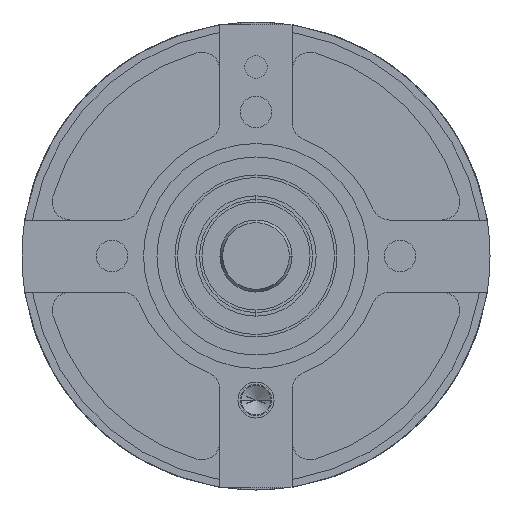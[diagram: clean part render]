
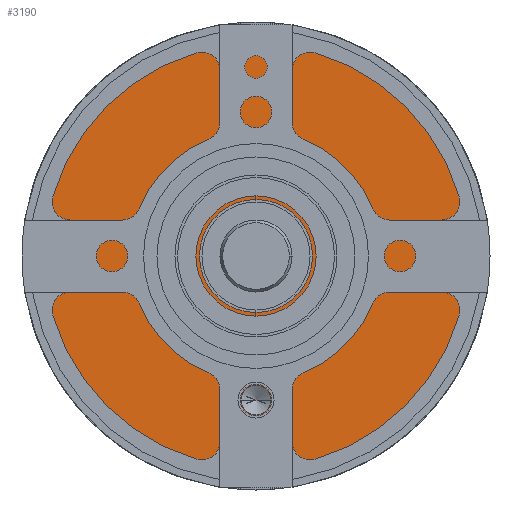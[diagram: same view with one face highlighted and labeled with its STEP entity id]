
A CAD part, left-side view. The second image highlights one B-rep face of the part: STEP entity #3190.
In plain terms, the highlighted planar face has unit normal (-1, 0, 0).
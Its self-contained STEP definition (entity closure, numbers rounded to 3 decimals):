
#2979=CARTESIAN_POINT('',(0.,0.,0.));
#2980=DIRECTION('',(1.,0.,0.));
#2981=DIRECTION('',(0.,0.,-1.));
#2982=AXIS2_PLACEMENT_3D('',#2979,#2980,#2981);
#2987=CARTESIAN_POINT('',(0.,0.,0.));
#2988=DIRECTION('',(1.,0.,0.));
#2989=DIRECTION('',(0.,0.,1.));
#2990=AXIS2_PLACEMENT_3D('',#2987,#2988,#2989);
#2995=CARTESIAN_POINT('',(0.,0.,-16.));
#2996=DIRECTION('',(-1.,0.,0.));
#2997=DIRECTION('',(0.,1.,0.));
#2998=AXIS2_PLACEMENT_3D('',#2995,#2996,#2997);
#3003=CARTESIAN_POINT('',(0.,0.,-16.));
#3004=DIRECTION('',(-1.,0.,0.));
#3005=DIRECTION('',(0.,-1.,0.));
#3006=AXIS2_PLACEMENT_3D('',#3003,#3004,#3005);
#3145=CARTESIAN_POINT('',(0.,0.,-26.));
#3146=CARTESIAN_POINT('',(0.,0.,26.));
#3147=VERTEX_POINT('',#3145);
#3148=VERTEX_POINT('',#3146);
#3159=CARTESIAN_POINT('',(0.,1.65,-16.));
#3160=CARTESIAN_POINT('',(0.,-1.65,-16.));
#3161=VERTEX_POINT('',#3159);
#3162=VERTEX_POINT('',#3160);
#3173=CARTESIAN_POINT('',(0.,0.,0.));
#3174=DIRECTION('',(1.,0.,0.));
#3175=DIRECTION('',(0.,0.,-1.));
#3176=AXIS2_PLACEMENT_3D('',#3173,#3174,#3175);
#3177=PLANE('',#3176);
#3179=ORIENTED_EDGE('',*,*,#3178,.T.);
#3181=ORIENTED_EDGE('',*,*,#3180,.T.);
#3182=EDGE_LOOP('',(#3179,#3181));
#3183=FACE_OUTER_BOUND('',#3182,.F.);
#3185=ORIENTED_EDGE('',*,*,#3184,.T.);
#3187=ORIENTED_EDGE('',*,*,#3186,.T.);
#3188=EDGE_LOOP('',(#3185,#3187));
#3189=FACE_BOUND('',#3188,.F.);
#3190=ADVANCED_FACE('',(#3183,#3189),#3177,.F.);
#2983=CIRCLE('',#2982,26.);
#2991=CIRCLE('',#2990,26.);
#2999=CIRCLE('',#2998,1.65);
#3007=CIRCLE('',#3006,1.65);
#3178=EDGE_CURVE('',#3147,#3148,#2983,.T.);
#3180=EDGE_CURVE('',#3148,#3147,#2991,.T.);
#3184=EDGE_CURVE('',#3161,#3162,#2999,.T.);
#3186=EDGE_CURVE('',#3162,#3161,#3007,.T.);
